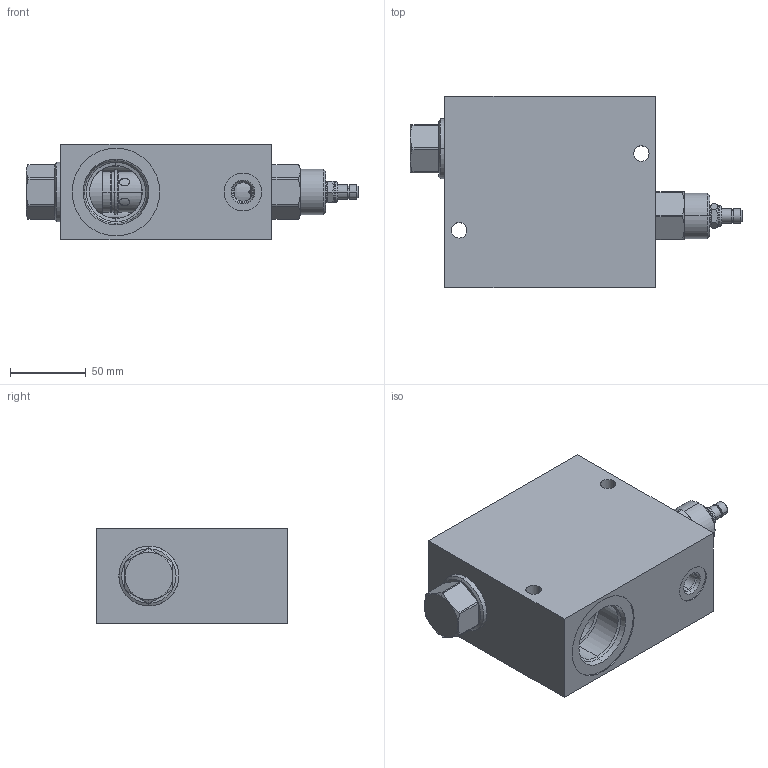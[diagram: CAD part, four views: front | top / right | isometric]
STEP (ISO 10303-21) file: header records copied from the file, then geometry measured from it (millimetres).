
FILE_DESCRIPTION((''),'2;1');
FILE_NAME('YPGALANCN_ASM','2021-11-29T',('ProEService'),(''),'PRO/ENGINEER BY PARAMETRIC TECHNOLOGY CORPORATION, 2014200','PRO/ENGINEER BY PARAMETRIC TECHNOLOGY CORPORATION, 2014200','');
FILE_SCHEMA(('CONFIG_CONTROL_DESIGN'));
Length unit declared in the file: inch
Products named in the file (4): 150-755-006; CXGDXCN; PBHBLAN; YPGALANCN_ASM
Assembly tree (3 placements, depth 2):
  YPGALANCN_ASM
    150-755-006
    CXGDXCN
    PBHBLAN
Bounding box: 219.89 x 127 x 63.5 mm (x, y, z)
Volume: 976385.8 mm3; surface area: 146920.3 mm2
Topology: 8 solids, 8 shells, 515 faces, 1479 edges, 1110 vertices
Faces by surface type: cylinder 219, plane 115, cone 113, torus 50, revolution 18
Entity records: 19839 total; most frequent: CARTESIAN_POINT 6380, DIRECTION 2944, ORIENTED_EDGE 2352, EDGE_CURVE 1176, AXIS2_PLACEMENT_3D 1114, VERTEX_POINT 711, VECTOR 698, LINE 698
